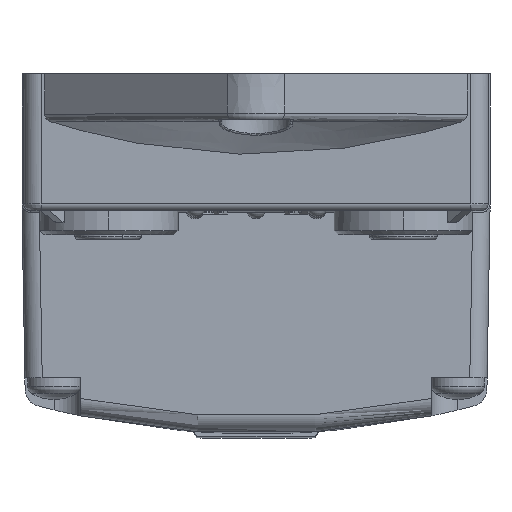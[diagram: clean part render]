
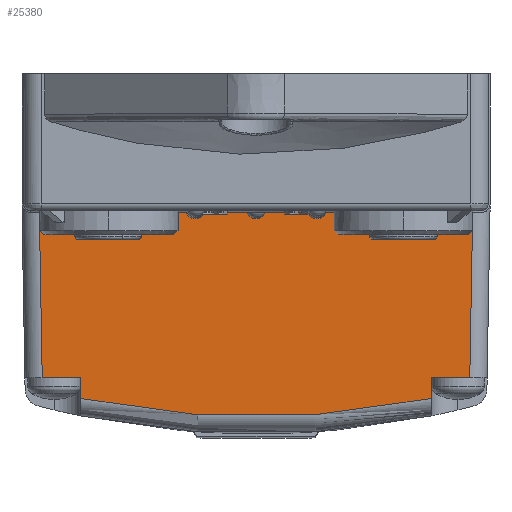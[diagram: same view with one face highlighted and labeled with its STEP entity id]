
A CAD part, front view. The second image highlights one B-rep face of the part: STEP entity #25380.
In plain terms, the highlighted planar face has unit normal (0, -1, -0.018).
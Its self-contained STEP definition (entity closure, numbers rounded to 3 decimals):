
#100=DIRECTION('',(1.,0.,0.));
#101=VECTOR('',#100,50.001);
#102=CARTESIAN_POINT('',(-19.518,133.46,13.75));
#103=LINE('',#102,#101);
#110=CARTESIAN_POINT('',(-19.518,133.46,13.75));
#5505=DIRECTION('',(-1.,0.,0.));
#5506=VECTOR('',#5505,4.467);
#5507=CARTESIAN_POINT('',(-14.717,133.794,-5.35));
#5508=LINE('',#5507,#5506);
#5550=CARTESIAN_POINT('',(-14.717,133.835,
-7.73));
#5551=CARTESIAN_POINT('',(-11.387,133.847,
-8.432));
#5552=CARTESIAN_POINT('',(-4.696,133.866,
-9.481));
#5553=CARTESIAN_POINT('',(5.483,133.875,-10.012));
#5554=CARTESIAN_POINT('',(15.661,133.866,-9.481));
#5555=CARTESIAN_POINT('',(22.353,133.847,-8.432));
#5556=CARTESIAN_POINT('',(25.683,133.835,-7.73));
#5561=DIRECTION('',(0.017,0.017,-1.));
#5562=VECTOR('',#5561,19.106);
#5563=CARTESIAN_POINT('',(-19.518,133.46,13.75));
#5564=LINE('',#5563,#5562);
#5568=DIRECTION('',(0.017,-0.017,1.));
#5569=VECTOR('',#5568,19.106);
#5570=CARTESIAN_POINT('',(30.15,133.794,-5.35));
#5571=LINE('',#5570,#5569);
#5588=DIRECTION('',(0.,0.018,-1.));
#5589=VECTOR('',#5588,2.381);
#5590=CARTESIAN_POINT('',(25.683,133.794,-5.35));
#5591=LINE('',#5590,#5589);
#5602=DIRECTION('',(0.,-0.018,1.));
#5603=VECTOR('',#5602,2.381);
#5604=CARTESIAN_POINT('',(-14.717,133.835,
-7.73));
#5605=LINE('',#5604,#5603);
#8172=DIRECTION('',(-1.,0.,0.));
#8173=VECTOR('',#8172,4.467);
#8174=CARTESIAN_POINT('',(30.15,133.794,-5.35));
#8175=LINE('',#8174,#8173);
#17837=VERTEX_POINT('',#110);
#17838=CARTESIAN_POINT('',(-19.184,133.794,
-5.35));
#17839=VERTEX_POINT('',#17838);
#17934=CARTESIAN_POINT('',(30.15,133.794,
-5.35));
#17935=CARTESIAN_POINT('',(30.483,133.46,13.75));
#17936=VERTEX_POINT('',#17934);
#17937=VERTEX_POINT('',#17935);
#18159=VERTEX_POINT('',#5550);
#18160=VERTEX_POINT('',#5556);
#18161=CARTESIAN_POINT('',(-14.717,133.794,-5.35));
#18162=VERTEX_POINT('',#18161);
#18163=CARTESIAN_POINT('',(25.683,133.794,-5.35));
#18164=VERTEX_POINT('',#18163);
#25360=CARTESIAN_POINT('',(19.624,133.46,13.75));
#25361=DIRECTION('',(0.,1.,0.017));
#25362=DIRECTION('',(0.,0.017,-1.));
#25363=AXIS2_PLACEMENT_3D('',#25360,#25361,#25362);
#25364=PLANE('',#25363);
#25366=ORIENTED_EDGE('',*,*,#25365,.T.);
#25368=ORIENTED_EDGE('',*,*,#25367,.F.);
#25370=ORIENTED_EDGE('',*,*,#25369,.T.);
#25371=ORIENTED_EDGE('',*,*,#25340,.T.);
#25372=ORIENTED_EDGE('',*,*,#25330,.F.);
#25373=ORIENTED_EDGE('',*,*,#20816,.T.);
#25375=ORIENTED_EDGE('',*,*,#25374,.F.);
#25377=ORIENTED_EDGE('',*,*,#25376,.T.);
#25378=EDGE_LOOP('',(#25366,#25368,#25370,#25371,#25372,#25373,#25375,#25377));
#25379=FACE_OUTER_BOUND('',#25378,.F.);
#25380=ADVANCED_FACE('',(#25379),#25364,.F.);
#5557=B_SPLINE_CURVE_WITH_KNOTS('',3,(#5550,#5551,#5552,#5553,#5554,#5555,
#5556),.UNSPECIFIED.,.F.,.F.,(4,1,1,1,4),(0.,0.25,0.5,0.75,1.),
.UNSPECIFIED.);
#20816=EDGE_CURVE('',#17837,#17937,#103,.T.);
#25330=EDGE_CURVE('',#17837,#17839,#5564,.T.);
#25340=EDGE_CURVE('',#18162,#17839,#5508,.T.);
#25365=EDGE_CURVE('',#18164,#18160,#5591,.T.);
#25367=EDGE_CURVE('',#18159,#18160,#5557,.T.);
#25369=EDGE_CURVE('',#18159,#18162,#5605,.T.);
#25374=EDGE_CURVE('',#17936,#17937,#5571,.T.);
#25376=EDGE_CURVE('',#17936,#18164,#8175,.T.);
